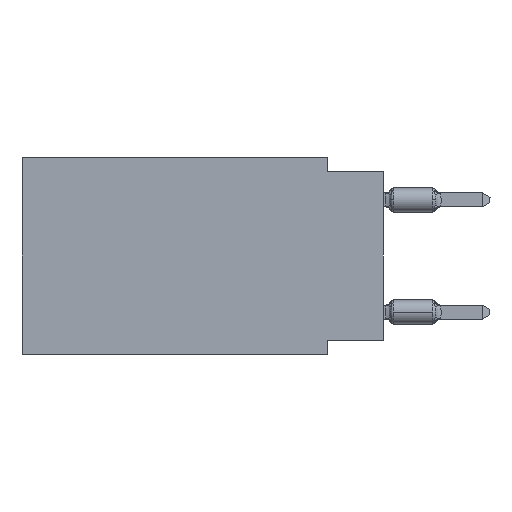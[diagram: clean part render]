
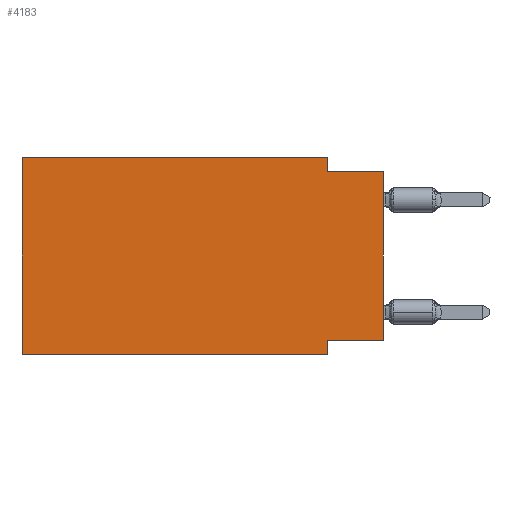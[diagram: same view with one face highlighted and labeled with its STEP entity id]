
A CAD part, left-side view. The second image highlights one B-rep face of the part: STEP entity #4183.
In plain terms, the highlighted planar face has unit normal (-1, 0, 0).
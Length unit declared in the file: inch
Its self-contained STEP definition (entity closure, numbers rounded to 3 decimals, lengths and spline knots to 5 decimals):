
#343 = EDGE_CURVE ( 'NONE', #24265, #23879, #1072, .T. ) ;
#1072 = LINE ( 'NONE', #27290, #1159 ) ;
#1159 = VECTOR ( 'NONE', #25297, 39.37008 ) ;
#2066 = AXIS2_PLACEMENT_3D ( 'NONE', #21813, #15120, #17244 ) ;
#2830 = CARTESIAN_POINT ( 'NONE',  ( 0., 0.1, 0. ) ) ;
#2914 = CARTESIAN_POINT ( 'NONE',  ( 0., 0., -0.325 ) ) ;
#3136 = ORIENTED_EDGE ( 'NONE', *, *, #27010, .F. ) ;
#3190 = DIRECTION ( 'NONE',  ( 0., -1., 0. ) ) ;
#3637 = LINE ( 'NONE', #5930, #4599 ) ;
#3653 = LINE ( 'NONE', #7796, #9127 ) ;
#4183 = ADVANCED_FACE ( 'NONE', ( #8858 ), #23536, .F. ) ;
#4599 = VECTOR ( 'NONE', #27602, 39.37008 ) ;
#4862 = VECTOR ( 'NONE', #3190, 39.37008 ) ;
#4910 = LINE ( 'NONE', #18995, #4862 ) ;
#5524 = CARTESIAN_POINT ( 'NONE',  ( 0., 0.645, -0.35 ) ) ;
#5628 = LINE ( 'NONE', #20289, #20923 ) ;
#5930 = CARTESIAN_POINT ( 'NONE',  ( 0., 0.645, 0. ) ) ;
#6145 = ORIENTED_EDGE ( 'NONE', *, *, #23660, .F. ) ;
#6358 = CARTESIAN_POINT ( 'NONE',  ( 0., 0.1, -0.35 ) ) ;
#6804 = ORIENTED_EDGE ( 'NONE', *, *, #15942, .F. ) ;
#6858 = EDGE_CURVE ( 'NONE', #8677, #8873, #4910, .T. ) ;
#7377 = VERTEX_POINT ( 'NONE', #10196 ) ;
#7796 = CARTESIAN_POINT ( 'NONE',  ( 0., 0., 0. ) ) ;
#8229 = ORIENTED_EDGE ( 'NONE', *, *, #6858, .T. ) ;
#8601 = VERTEX_POINT ( 'NONE', #2830 ) ;
#8677 = VERTEX_POINT ( 'NONE', #5524 ) ;
#8858 = FACE_OUTER_BOUND ( 'NONE', #24053, .T. ) ;
#8873 = VERTEX_POINT ( 'NONE', #6358 ) ;
#9127 = VECTOR ( 'NONE', #11903, 39.37008 ) ;
#10051 = VECTOR ( 'NONE', #23061, 39.37008 ) ;
#10196 = CARTESIAN_POINT ( 'NONE',  ( 0., 0.645, 0. ) ) ;
#10816 = CARTESIAN_POINT ( 'NONE',  ( 0., 0.645, 0. ) ) ;
#11018 = ORIENTED_EDGE ( 'NONE', *, *, #16337, .T. ) ;
#11611 = DIRECTION ( 'NONE',  ( 0., 0., -1. ) ) ;
#11678 = CARTESIAN_POINT ( 'NONE',  ( 0., 0.1, -0.025 ) ) ;
#11903 = DIRECTION ( 'NONE',  ( 0., 0., 1. ) ) ;
#12303 = CARTESIAN_POINT ( 'NONE',  ( 0., 0.1, -0.325 ) ) ;
#15120 = DIRECTION ( 'NONE',  ( 1., 0., 0. ) ) ;
#15507 = VERTEX_POINT ( 'NONE', #2914 ) ;
#15551 = VERTEX_POINT ( 'NONE', #12303 ) ;
#15783 = ORIENTED_EDGE ( 'NONE', *, *, #23551, .F. ) ;
#15942 = EDGE_CURVE ( 'NONE', #15507, #15551, #18779, .T. ) ;
#16337 = EDGE_CURVE ( 'NONE', #15507, #23879, #3653, .T. ) ;
#17244 = DIRECTION ( 'NONE',  ( 0., 0., -1. ) ) ;
#17764 = DIRECTION ( 'NONE',  ( 0., 0., 1. ) ) ;
#18295 = LINE ( 'NONE', #22870, #27829 ) ;
#18779 = LINE ( 'NONE', #25059, #10051 ) ;
#18995 = CARTESIAN_POINT ( 'NONE',  ( 0., 0.645, -0.35 ) ) ;
#19324 = ORIENTED_EDGE ( 'NONE', *, *, #343, .F. ) ;
#20289 = CARTESIAN_POINT ( 'NONE',  ( 0., 0.1, 0. ) ) ;
#20923 = VECTOR ( 'NONE', #24724, 39.37008 ) ;
#21813 = CARTESIAN_POINT ( 'NONE',  ( 0., 0.645, 0. ) ) ;
#22870 = CARTESIAN_POINT ( 'NONE',  ( 0., 0.1, -0.35 ) ) ;
#23061 = DIRECTION ( 'NONE',  ( 0., 1., 0. ) ) ;
#23490 = ORIENTED_EDGE ( 'NONE', *, *, #26536, .F. ) ;
#23536 = PLANE ( 'NONE',  #2066 ) ;
#23551 = EDGE_CURVE ( 'NONE', #15551, #8873, #18295, .T. ) ;
#23660 = EDGE_CURVE ( 'NONE', #7377, #8601, #3637, .T. ) ;
#23879 = VERTEX_POINT ( 'NONE', #26699 ) ;
#24053 = EDGE_LOOP ( 'NONE', ( #11018, #19324, #3136, #6145, #23490, #8229, #15783, #6804 ) ) ;
#24056 = LINE ( 'NONE', #10816, #26854 ) ;
#24265 = VERTEX_POINT ( 'NONE', #11678 ) ;
#24724 = DIRECTION ( 'NONE',  ( 0., 0., -1. ) ) ;
#25059 = CARTESIAN_POINT ( 'NONE',  ( 0., 0., -0.325 ) ) ;
#25297 = DIRECTION ( 'NONE',  ( 0., -1., 0. ) ) ;
#26536 = EDGE_CURVE ( 'NONE', #8677, #7377, #24056, .T. ) ;
#26699 = CARTESIAN_POINT ( 'NONE',  ( 0., 0., -0.025 ) ) ;
#26854 = VECTOR ( 'NONE', #17764, 39.37008 ) ;
#27010 = EDGE_CURVE ( 'NONE', #8601, #24265, #5628, .T. ) ;
#27290 = CARTESIAN_POINT ( 'NONE',  ( 0., 0., -0.025 ) ) ;
#27602 = DIRECTION ( 'NONE',  ( 0., -1., 0. ) ) ;
#27829 = VECTOR ( 'NONE', #11611, 39.37008 ) ;
